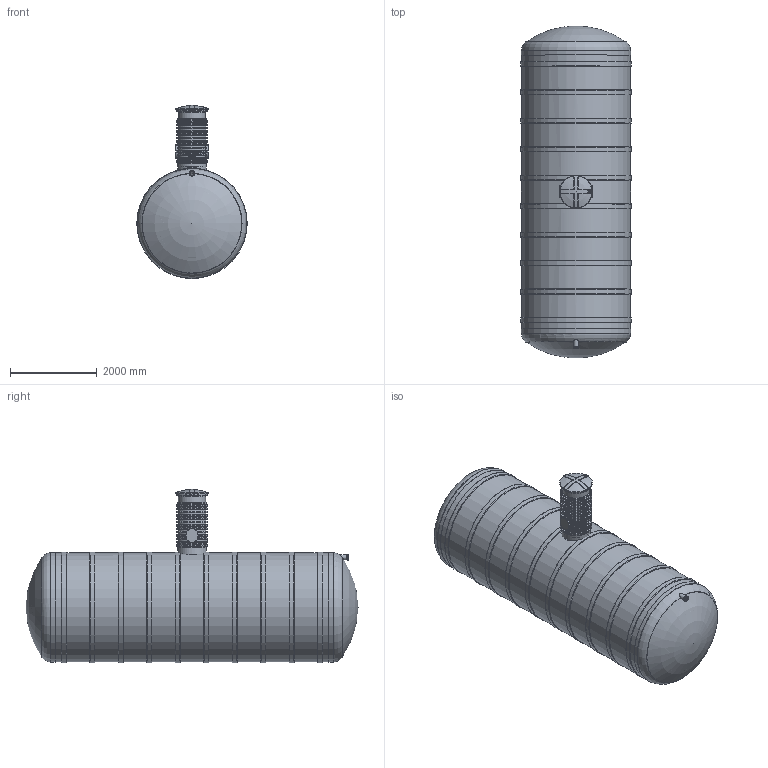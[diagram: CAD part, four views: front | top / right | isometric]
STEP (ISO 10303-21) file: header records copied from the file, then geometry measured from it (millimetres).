
FILE_DESCRIPTION(/* description */ ('Unknown'),/* implementation_level */ '2;1');
FILE_NAME(/* name */ 'Mahuti 35m3 23.03.23',/* time_stamp */ '2023-04-13T14:24:39+03:00',/* author */ ('Unknown'),/* organization */ ('Unknown'),/* preprocessor_version */ 'ST-DEVELOPER v18.1',/* originating_system */ 'Solid Edge',/* authorisation */ 'Unknown');
FILE_SCHEMA (('AUTOMOTIVE_DESIGN {1 0 10303 214 3 1 1}'));
Length unit declared in the file: millimetre
Products named in the file (12): Mahuti 35m3 23.03.23; silinder 2500 35m3 mahutile; 2500 Ribi; 2500 35m3 maht; 2703.002; 2703.001; 2697.001 tihend teeninduskaevule 670_var2; 2693.001_var3; muhvtoru_110_L=300; D665 KP silinder 25.07.18; 2389.001; 2389.003
Assembly tree (21 placements, depth 2):
  Mahuti 35m3 23.03.23
    silinder 2500 35m3 mahutile
    2500 Ribi  x10
    2500 35m3 maht
    2703.002
    2703.001
    2697.001 tihend teeninduskaevule 670_var2  x2
    2693.001_var3
    muhvtoru_110_L=300
    D665 KP silinder 25.07.18
    2389.001
    2389.003
Bounding box: 2542 x 7645.21 x 3987 mm (x, y, z)
Volume: 560008766 mm3; surface area: 166501539.5 mm2
Topology: 20 solids, 21 shells, 665 faces, 1588 edges, 1022 vertices
Faces by surface type: plane 228, cylinder 190, torus 163, bspline 43, cone 21, sphere 20
Full cylindrical faces by diameter (mm): 6 x3, 104 x1, 110 x3, 114.605 x1, 129.59 x1, 594 x1, 595 x1, 600 x1, 609 x1, 610 x2, 615 x2, 625 x2, 632.5 x4, 648.5 x4, 655 x11, 665 x10, 668.5 x4, 678.5 x2, 709 x1, 715 x10, 725 x11, 734 x1, 750 x1, 2500 x1, 2512 x11, 2515 x2, 2529 x2, 2542 x10
Entity records: 21406 total; most frequent: CARTESIAN_POINT 8678, DIRECTION 2483, ORIENTED_EDGE 2390, EDGE_CURVE 1195, AXIS2_PLACEMENT_3D 1094, VERTEX_POINT 868, FACE_BOUND 847, EDGE_LOOP 843
